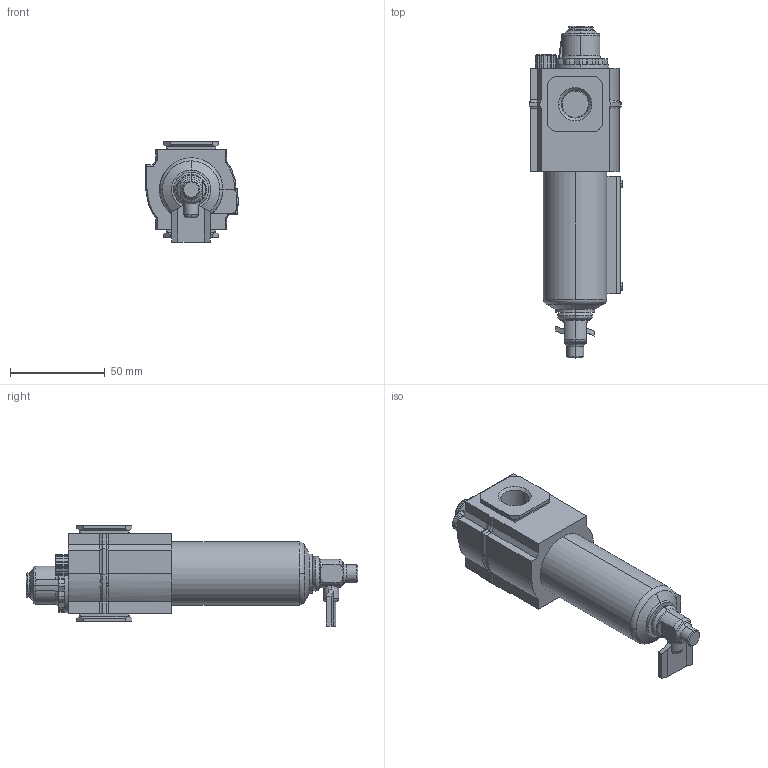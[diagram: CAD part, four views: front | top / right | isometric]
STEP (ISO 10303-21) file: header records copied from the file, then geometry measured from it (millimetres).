
FILE_DESCRIPTION (( 'STEP AP214' ), '1' );
FILE_NAME ('Norgren-L72C-3AP-QDN.step', '2019-03-03T16:11:34', ( '' ), ( '' ), 'SwSTEP 2.0', 'SolidWorks 2019', '' );
FILE_SCHEMA (( 'AUTOMOTIVE_DESIGN' ));
Length unit declared in the file: millimetre
Products named in the file (8): Norgren-L72C-3AP-QDN_L_72-3_w; Norgren-L72C-3AP-QDN_L72_ss_74; Norgren-L72C-3AP-QDN_L72_ss_14; Norgren-L72C-3AP-QDN_L72_ss_54; Norgren-L72C-3AP-QDN; Norgren-L72C-3AP-QDN_L_72d_Q; Norgren-L72C-3AP-QDN_L72_ss_03; Norgren-L72C-3AP-QDN_L72_ss_06_Q
Assembly tree (7 placements, depth 3):
  Norgren-L72C-3AP-QDN
    Norgren-L72C-3AP-QDN_L_72d_Q
      Norgren-L72C-3AP-QDN_L72_ss_06_Q
      Norgren-L72C-3AP-QDN_L72_ss_03
    Norgren-L72C-3AP-QDN_L_72-3_w
      Norgren-L72C-3AP-QDN_L72_ss_54
      Norgren-L72C-3AP-QDN_L72_ss_14
      Norgren-L72C-3AP-QDN_L72_ss_74
Bounding box: 49.29 x 175.1 x 52.83 mm (x, y, z)
Volume: 178074.5 mm3; surface area: 31898.1 mm2
Topology: 5 solids, 8 shells, 356 faces, 881 edges, 554 vertices
Faces by surface type: plane 157, cylinder 114, bspline 73, torus 8, cone 4
Entity records: 14197 total; most frequent: CARTESIAN_POINT 4475, ORIENTED_EDGE 1754, DIRECTION 1644, EDGE_CURVE 877, AXIS2_PLACEMENT_3D 569, VERTEX_POINT 554, VECTOR 506, LINE 506
